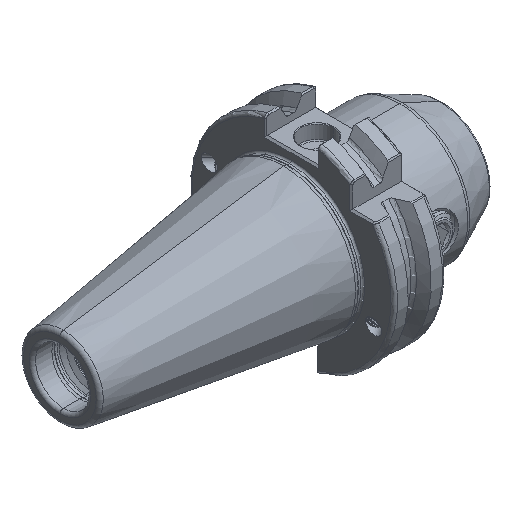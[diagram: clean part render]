
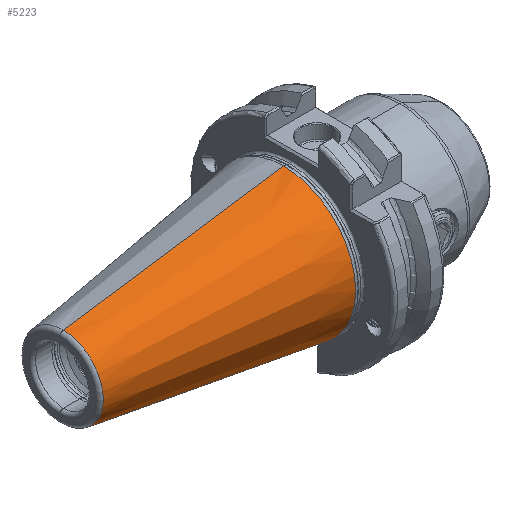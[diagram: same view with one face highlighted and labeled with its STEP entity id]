
A CAD part, isometric view. The second image highlights one B-rep face of the part: STEP entity #5223.
In plain terms, the highlighted conical face has half-angle 8.297 degrees and reference radius 22.692 mm.
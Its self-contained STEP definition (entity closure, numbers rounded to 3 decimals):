
#161 = LINE ( 'NONE', #3320, #162 ) ;
#162 = VECTOR ( 'NONE', #3378, 1000. ) ;
#224 = LINE ( 'NONE', #615, #227 ) ;
#227 = VECTOR ( 'NONE', #597, 1000. ) ;
#597 = DIRECTION ( 'NONE',  ( 0.99, 0., -0.144 ) ) ;
#615 = CARTESIAN_POINT ( 'NONE',  ( 0., 0., -22.692 ) ) ;
#1119 = CIRCLE ( 'NONE', #3757, 22.327 ) ;
#1153 = CIRCLE ( 'NONE', #3769, 12.4 ) ;
#1783 = DIRECTION ( 'NONE',  ( 1., 0., 0. ) ) ;
#1816 = CARTESIAN_POINT ( 'NONE',  ( -70.573, 0., 0. ) ) ;
#1817 = DIRECTION ( 'NONE',  ( 0., 0., 1. ) ) ;
#1981 = CARTESIAN_POINT ( 'NONE',  ( -2.5, 0., 0. ) ) ;
#1989 = DIRECTION ( 'NONE',  ( 1., 0., 0. ) ) ;
#1991 = DIRECTION ( 'NONE',  ( 0., 0., -1. ) ) ;
#2742 = CARTESIAN_POINT ( 'NONE',  ( -70.573, 0., 12.4 ) ) ;
#2743 = CARTESIAN_POINT ( 'NONE',  ( -2.5, 0., -22.327 ) ) ;
#3320 = CARTESIAN_POINT ( 'NONE',  ( 0., 0., 22.692 ) ) ;
#3378 = DIRECTION ( 'NONE',  ( 0.99, 0., 0.144 ) ) ;
#3757 = AXIS2_PLACEMENT_3D ( 'NONE', #1981, #1989, #1991 ) ;
#3769 = AXIS2_PLACEMENT_3D ( 'NONE', #1816, #1783, #1817 ) ;
#4211 = CARTESIAN_POINT ( 'NONE',  ( -2.5, 0., 22.327 ) ) ;
#4662 = CARTESIAN_POINT ( 'NONE',  ( -70.573, 0., -12.4 ) ) ;
#5223 = ADVANCED_FACE ( 'NONE', ( #6415 ), #6423, .T. ) ;
#6058 = VERTEX_POINT ( 'NONE', #4662 ) ;
#6094 = VERTEX_POINT ( 'NONE', #4211 ) ;
#6115 = VERTEX_POINT ( 'NONE', #2742 ) ;
#6155 = VERTEX_POINT ( 'NONE', #2743 ) ;
#6415 = FACE_OUTER_BOUND ( 'NONE', #20381, .T. ) ;
#6423 = CONICAL_SURFACE ( 'NONE', #9323, 22.692, 0.145 ) ;
#9173 = EDGE_CURVE ( 'NONE', #6115, #6058, #1153, .T. ) ;
#9196 = EDGE_CURVE ( 'NONE', #6094, #6155, #1119, .T. ) ;
#9323 = AXIS2_PLACEMENT_3D ( 'NONE', #19010, #19005, #18987 ) ;
#18987 = DIRECTION ( 'NONE',  ( 0., 0., -1. ) ) ;
#19005 = DIRECTION ( 'NONE',  ( 1., 0., 0. ) ) ;
#19010 = CARTESIAN_POINT ( 'NONE',  ( 0., 0., 0. ) ) ;
#19998 = EDGE_CURVE ( 'NONE', #6115, #6094, #161, .T. ) ;
#20081 = EDGE_CURVE ( 'NONE', #6058, #6155, #224, .T. ) ;
#20381 = EDGE_LOOP ( 'NONE', ( #20872, #20926, #20929, #20902 ) ) ;
#20872 = ORIENTED_EDGE ( 'NONE', *, *, #19998, .F. ) ;
#20902 = ORIENTED_EDGE ( 'NONE', *, *, #9196, .F. ) ;
#20926 = ORIENTED_EDGE ( 'NONE', *, *, #9173, .T. ) ;
#20929 = ORIENTED_EDGE ( 'NONE', *, *, #20081, .T. ) ;
